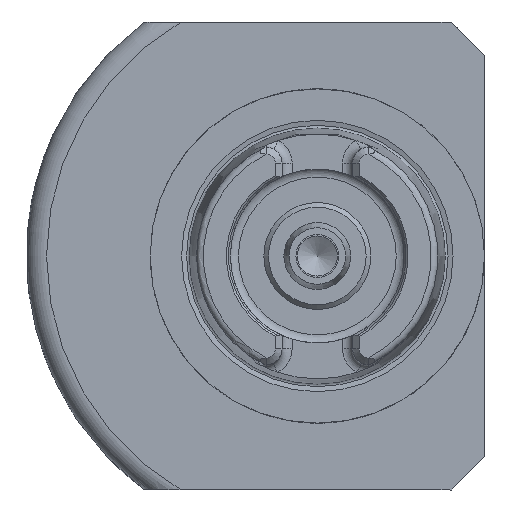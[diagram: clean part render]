
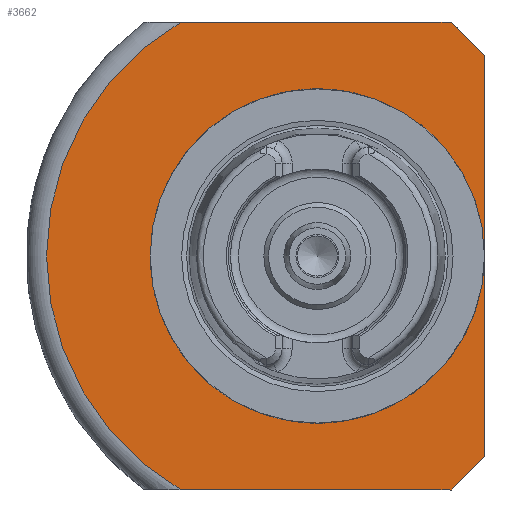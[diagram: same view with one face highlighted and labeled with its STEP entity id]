
A CAD part, left-side view. The second image highlights one B-rep face of the part: STEP entity #3662.
In plain terms, the highlighted planar face has unit normal (-1, 0, 0).
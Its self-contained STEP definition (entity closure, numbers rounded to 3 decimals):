
#1123=CARTESIAN_POINT('',(31.,20.378,35.));
#1124=VERTEX_POINT('',#1123);
#1140=CARTESIAN_POINT('',(31.,-20.,35.));
#1141=VERTEX_POINT('',#1140);
#1142=CARTESIAN_POINT('',(31.,-20.,35.));
#1143=DIRECTION('',(0.0,1.0,0.0));
#1144=VECTOR('',#1143,40.378);
#1145=LINE('',#1142,#1144);
#1146=EDGE_CURVE('',#1141,#1124,#1145,.T.);
#1588=CARTESIAN_POINT('',(31.,-20.,-35.));
#1589=VERTEX_POINT('',#1588);
#1596=CARTESIAN_POINT('',(31.,20.378,-35.));
#1597=VERTEX_POINT('',#1596);
#1598=CARTESIAN_POINT('',(31.,20.378,-35.));
#1599=DIRECTION('',(0.0,-1.0,0.0));
#1600=VECTOR('',#1599,40.378);
#1601=LINE('',#1598,#1600);
#1602=EDGE_CURVE('',#1597,#1589,#1601,.T.);
#1700=CARTESIAN_POINT('',(31.,-25.,-30.));
#1701=VERTEX_POINT('',#1700);
#1708=CARTESIAN_POINT('',(31.,-20.,-35.));
#1709=DIRECTION('',(0.,-0.707,0.707));
#1710=VECTOR('',#1709,7.071);
#1711=LINE('',#1708,#1710);
#1712=EDGE_CURVE('',#1589,#1701,#1711,.T.);
#1799=CARTESIAN_POINT('',(31.,-25.,30.));
#1800=VERTEX_POINT('',#1799);
#1807=CARTESIAN_POINT('',(31.,-25.,-30.));
#1808=DIRECTION('',(0.0,0.0,1.0));
#1809=VECTOR('',#1808,60.);
#1810=LINE('',#1807,#1809);
#1811=EDGE_CURVE('',#1701,#1800,#1810,.T.);
#1833=CARTESIAN_POINT('',(31.,-25.,30.));
#1834=DIRECTION('',(0.,0.707,0.707));
#1835=VECTOR('',#1834,7.071);
#1836=LINE('',#1833,#1835);
#1837=EDGE_CURVE('',#1800,#1141,#1836,.T.);
#2445=CARTESIAN_POINT('',(31.,24.5,0.0));
#2446=VERTEX_POINT('',#2445);
#2447=CARTESIAN_POINT('',(31.,0.,0.0));
#2448=DIRECTION('',(1.0,0.,0.0));
#2449=DIRECTION('',(0.,1.0,0.0));
#2450=AXIS2_PLACEMENT_3D('',#2447,#2448,#2449);
#2451=CIRCLE('',#2450,24.5);
#2452=EDGE_CURVE('',#2446,#2446,#2451,.T.);
#3640=CARTESIAN_POINT('',(31.,37.75,0.0));
#3641=DIRECTION('',(-1.0,0.0,0.0));
#3642=DIRECTION('',(0.0,0.0,1.0));
#3643=AXIS2_PLACEMENT_3D('',#3640,#3641,#3642);
#3644=PLANE('',#3643);
#3645=ORIENTED_EDGE('',*,*,#1146,.T.);
#3646=CARTESIAN_POINT('',(31.,0.,0.0));
#3647=DIRECTION('',(1.0,0.,0.0));
#3648=DIRECTION('',(0.,1.0,0.0));
#3649=AXIS2_PLACEMENT_3D('',#3646,#3647,#3648);
#3650=CIRCLE('',#3649,40.5);
#3651=EDGE_CURVE('',#1597,#1124,#3650,.T.);
#3652=ORIENTED_EDGE('',*,*,#3651,.F.);
#3653=ORIENTED_EDGE('',*,*,#1602,.T.);
#3654=ORIENTED_EDGE('',*,*,#1712,.T.);
#3655=ORIENTED_EDGE('',*,*,#1811,.T.);
#3656=ORIENTED_EDGE('',*,*,#1837,.T.);
#3657=EDGE_LOOP('',(#3645,#3652,#3653,#3654,#3655,#3656));
#3658=FACE_OUTER_BOUND('',#3657,.T.);
#3659=ORIENTED_EDGE('',*,*,#2452,.T.);
#3660=EDGE_LOOP('',(#3659));
#3661=FACE_BOUND('',#3660,.T.);
#3662=ADVANCED_FACE('',(#3658,#3661),#3644,.T.);
